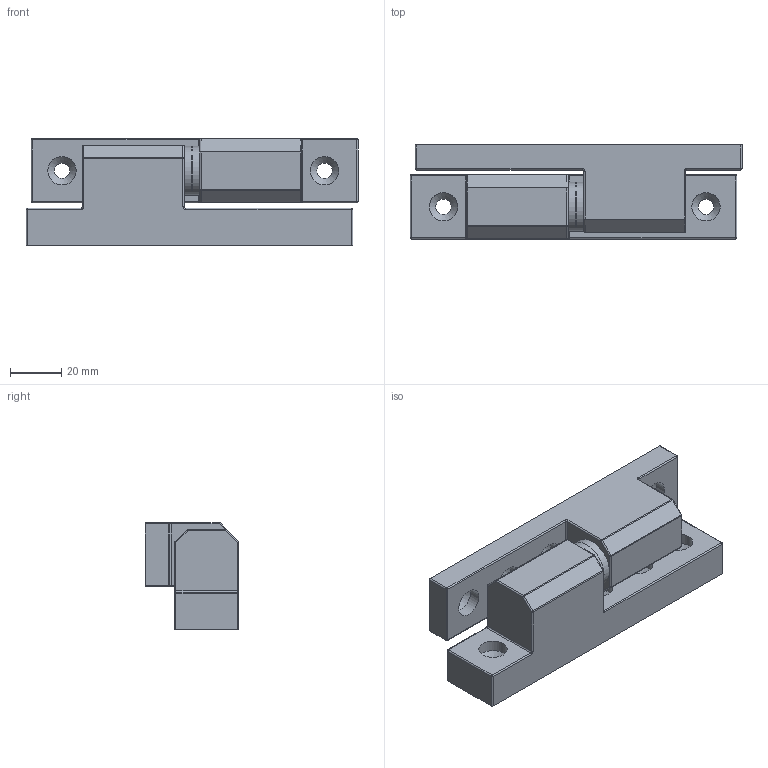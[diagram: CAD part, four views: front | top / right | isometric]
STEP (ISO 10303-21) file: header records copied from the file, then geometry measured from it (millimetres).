
FILE_DESCRIPTION(/* description */ (''),/* implementation_level */ '2;1');
FILE_NAME(/* name */ 'DR_D-102.stp',/* time_stamp */ '2023-02-27T12:52:48+09:00',/* author */ ('user'),/* organization */ (''),/* preprocessor_version */ 'ST-DEVELOPER v15.6',/* originating_system */ 'Autodesk Inventor 2015',/* authorisation */ '');
FILE_SCHEMA (('AUTOMOTIVE_DESIGN { 1 0 10303 214 3 1 1 }'));
Length unit declared in the file: millimetre
Products named in the file (4): DR_D-102; DR_D-102PP; DR_D-102PIN
Bounding box: 129 x 36.5 x 41.5 mm (x, y, z)
Volume: 118096.2 mm3; surface area: 33223.3 mm2
Topology: 5 solids, 5 shells, 149 faces, 313 edges, 176 vertices
Faces by surface type: cylinder 75, plane 32, sphere 24, cone 10, torus 8
Full cylindrical faces by diameter (mm): 6 x8, 10 x5, 11 x8, 19 x2
Entity records: 3831 total; most frequent: DIRECTION 744, CARTESIAN_POINT 596, ORIENTED_EDGE 544, AXIS2_PLACEMENT_3D 316, EDGE_CURVE 272, EDGE_LOOP 204, VERTEX_POINT 168, CIRCLE 160
